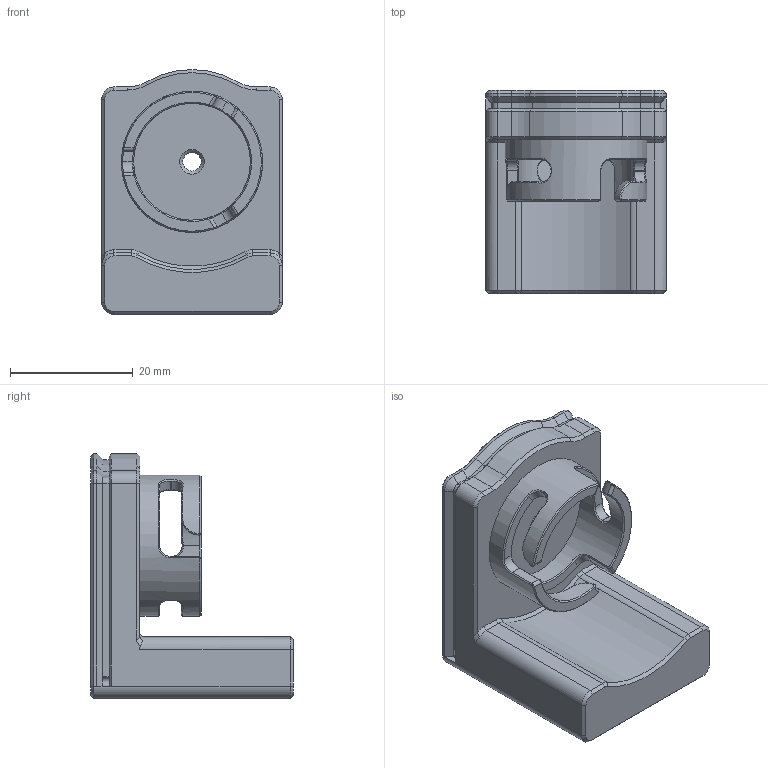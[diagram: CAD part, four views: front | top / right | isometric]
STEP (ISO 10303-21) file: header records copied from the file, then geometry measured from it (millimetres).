
FILE_DESCRIPTION(/* description */ (''),/* implementation_level */ '2;1');
FILE_NAME(/* name */ 'velocimeter_body.step',/* time_stamp */ '2024-08-06T15:32:03-04:00',/* author */ (''),/* organization */ (''),/* preprocessor_version */ 'ST-DEVELOPER v20',/* originating_system */ 'Autodesk Translation Framework v13.14.0.145',/* authorisation */ '');
FILE_SCHEMA (('AUTOMOTIVE_DESIGN { 1 0 10303 214 3 1 1 }'));
Length unit declared in the file: millimetre
Products named in the file (1): velocimeter body
Bounding box: 29.4 x 33 x 39.83 mm (x, y, z)
Volume: 14792.9 mm3; surface area: 7605.6 mm2
Topology: 1 solids, 1 shells, 307 faces, 756 edges, 460 vertices
Faces by surface type: cylinder 101, plane 91, bspline 61, cone 54
Full cylindrical faces by diameter (mm): 3 x1, 3.616 x7, 4.366 x10, 4.5 x8, 5.316 x4, 6.55 x4, 19 x1, 23 x1
Entity records: 15245 total; most frequent: CARTESIAN_POINT 8549, ORIENTED_EDGE 1512, DIRECTION 1160, EDGE_CURVE 756, VERTEX_POINT 460, AXIS2_PLACEMENT_3D 401, LINE 358, VECTOR 358
